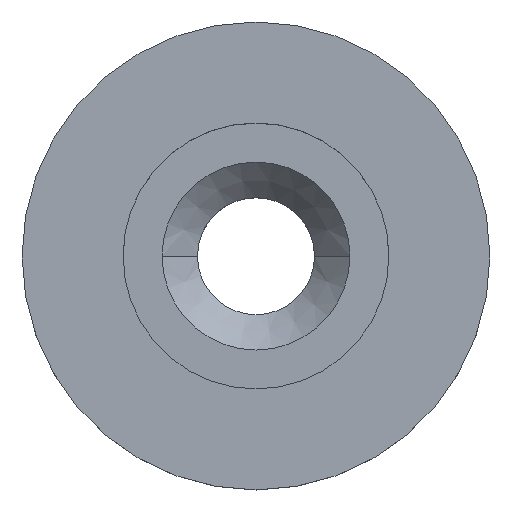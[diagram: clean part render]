
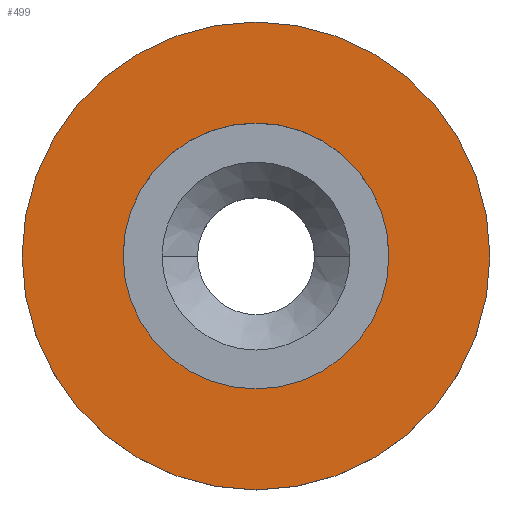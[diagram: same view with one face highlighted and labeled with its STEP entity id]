
A CAD part, top view. The second image highlights one B-rep face of the part: STEP entity #499.
In plain terms, the highlighted planar face has unit normal (0, 0, 1).
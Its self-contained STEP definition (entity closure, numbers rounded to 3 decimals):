
#43 = DIRECTION ( 'NONE',  ( 1., 0., 0. ) ) ;
#66 = VERTEX_POINT ( 'NONE', #196 ) ;
#70 = CARTESIAN_POINT ( 'NONE',  ( -126.05, -3.05, 0. ) ) ;
#92 = DIRECTION ( 'NONE',  ( 1., 0., 0. ) ) ;
#101 = EDGE_CURVE ( 'NONE', #334, #103, #256, .T. ) ;
#103 = VERTEX_POINT ( 'NONE', #162 ) ;
#124 = CIRCLE ( 'NONE', #414, 3.3 ) ;
#132 = EDGE_LOOP ( 'NONE', ( #329, #350 ) ) ;
#158 = AXIS2_PLACEMENT_3D ( 'NONE', #398, #431, #43 ) ;
#162 = CARTESIAN_POINT ( 'NONE',  ( -127.925, -3.05, 0. ) ) ;
#169 = FACE_OUTER_BOUND ( 'NONE', #216, .T. ) ;
#170 = CARTESIAN_POINT ( 'NONE',  ( -126.05, -3.05, 0. ) ) ;
#196 = CARTESIAN_POINT ( 'NONE',  ( -122.75, -3.05, 0. ) ) ;
#203 = AXIS2_PLACEMENT_3D ( 'NONE', #170, #244, #324 ) ;
#207 = ORIENTED_EDGE ( 'NONE', *, *, #444, .T. ) ;
#216 = EDGE_LOOP ( 'NONE', ( #207, #487 ) ) ;
#222 = AXIS2_PLACEMENT_3D ( 'NONE', #482, #322, #357 ) ;
#230 = EDGE_CURVE ( 'NONE', #412, #66, #440, .T. ) ;
#242 = EDGE_CURVE ( 'NONE', #103, #334, #312, .T. ) ;
#244 = DIRECTION ( 'NONE',  ( 0., 0., 1. ) ) ;
#248 = PLANE ( 'NONE',  #222 ) ;
#256 = CIRCLE ( 'NONE', #158, 1.875 ) ;
#288 = CARTESIAN_POINT ( 'NONE',  ( -126.05, -3.05, 0. ) ) ;
#291 = CARTESIAN_POINT ( 'NONE',  ( -124.175, -3.05, 0. ) ) ;
#312 = CIRCLE ( 'NONE', #497, 1.875 ) ;
#322 = DIRECTION ( 'NONE',  ( 0., 0., 1. ) ) ;
#324 = DIRECTION ( 'NONE',  ( 1., 0., 0. ) ) ;
#329 = ORIENTED_EDGE ( 'NONE', *, *, #101, .F. ) ;
#334 = VERTEX_POINT ( 'NONE', #291 ) ;
#350 = ORIENTED_EDGE ( 'NONE', *, *, #242, .F. ) ;
#357 = DIRECTION ( 'NONE',  ( 1., 0., 0. ) ) ;
#359 = DIRECTION ( 'NONE',  ( 0., 0., 1. ) ) ;
#398 = CARTESIAN_POINT ( 'NONE',  ( -126.05, -3.05, 0. ) ) ;
#403 = FACE_BOUND ( 'NONE', #132, .T. ) ;
#412 = VERTEX_POINT ( 'NONE', #432 ) ;
#414 = AXIS2_PLACEMENT_3D ( 'NONE', #70, #359, #443 ) ;
#431 = DIRECTION ( 'NONE',  ( 0., 0., 1. ) ) ;
#432 = CARTESIAN_POINT ( 'NONE',  ( -129.35, -3.05, 0. ) ) ;
#440 = CIRCLE ( 'NONE', #203, 3.3 ) ;
#443 = DIRECTION ( 'NONE',  ( 1., 0., 0. ) ) ;
#444 = EDGE_CURVE ( 'NONE', #66, #412, #124, .T. ) ;
#482 = CARTESIAN_POINT ( 'NONE',  ( -126.05, -3.05, 0. ) ) ;
#487 = ORIENTED_EDGE ( 'NONE', *, *, #230, .T. ) ;
#492 = DIRECTION ( 'NONE',  ( 0., 0., 1. ) ) ;
#497 = AXIS2_PLACEMENT_3D ( 'NONE', #288, #492, #92 ) ;
#499 = ADVANCED_FACE ( 'NONE', ( #403, #169 ), #248, .T. ) ;
